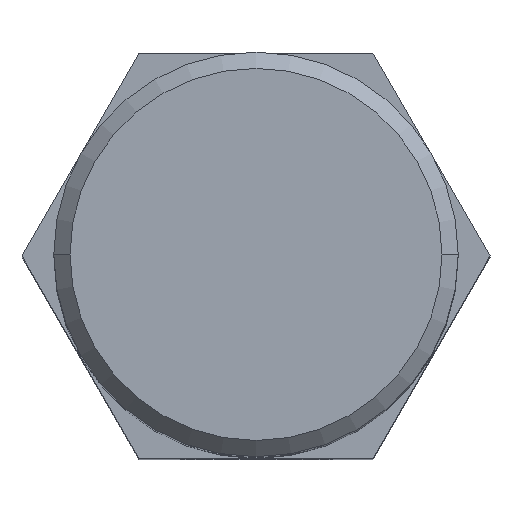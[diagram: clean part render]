
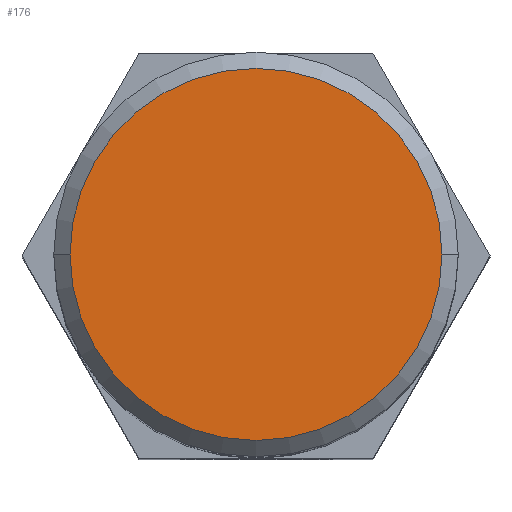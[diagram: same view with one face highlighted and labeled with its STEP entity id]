
A CAD part, top view. The second image highlights one B-rep face of the part: STEP entity #176.
In plain terms, the highlighted planar face has unit normal (0, 0, 1).
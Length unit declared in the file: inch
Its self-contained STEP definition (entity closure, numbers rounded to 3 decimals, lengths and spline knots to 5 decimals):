
#45 = DIRECTION ( 'NONE',  ( 1., 0., 0. ) ) ;
#136 = CARTESIAN_POINT ( 'NONE',  ( 0.12693, 0., 1.923 ) ) ;
#142 = DIRECTION ( 'NONE',  ( 0., 0., 1. ) ) ;
#176 = ADVANCED_FACE ( 'NONE', ( #362 ), #1326, .T. ) ;
#284 = CARTESIAN_POINT ( 'NONE',  ( 0.58593, 0., 1.923 ) ) ;
#362 = FACE_OUTER_BOUND ( 'NONE', #1196, .T. ) ;
#537 = CARTESIAN_POINT ( 'NONE',  ( 0.35643, 0., 1.923 ) ) ;
#639 = ORIENTED_EDGE ( 'NONE', *, *, #1017, .T. ) ;
#680 = DIRECTION ( 'NONE',  ( 0., 0., 1. ) ) ;
#689 = DIRECTION ( 'NONE',  ( 0., 0., 1. ) ) ;
#740 = AXIS2_PLACEMENT_3D ( 'NONE', #537, #689, #1219 ) ;
#790 = CARTESIAN_POINT ( 'NONE',  ( 0.35643, 0., 1.923 ) ) ;
#821 = CIRCLE ( 'NONE', #855, 0.2295 ) ;
#855 = AXIS2_PLACEMENT_3D ( 'NONE', #1348, #680, #45 ) ;
#874 = ORIENTED_EDGE ( 'NONE', *, *, #929, .T. ) ;
#884 = VERTEX_POINT ( 'NONE', #284 ) ;
#893 = DIRECTION ( 'NONE',  ( 1., 0., 0. ) ) ;
#929 = EDGE_CURVE ( 'NONE', #932, #884, #1193, .T. ) ;
#932 = VERTEX_POINT ( 'NONE', #136 ) ;
#1017 = EDGE_CURVE ( 'NONE', #884, #932, #821, .T. ) ;
#1193 = CIRCLE ( 'NONE', #1293, 0.2295 ) ;
#1196 = EDGE_LOOP ( 'NONE', ( #874, #639 ) ) ;
#1219 = DIRECTION ( 'NONE',  ( 1., 0., 0. ) ) ;
#1293 = AXIS2_PLACEMENT_3D ( 'NONE', #790, #142, #893 ) ;
#1326 = PLANE ( 'NONE',  #740 ) ;
#1348 = CARTESIAN_POINT ( 'NONE',  ( 0.35643, 0., 1.923 ) ) ;
